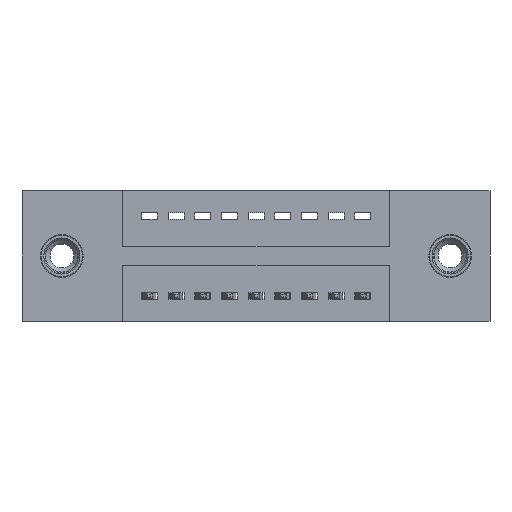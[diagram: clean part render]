
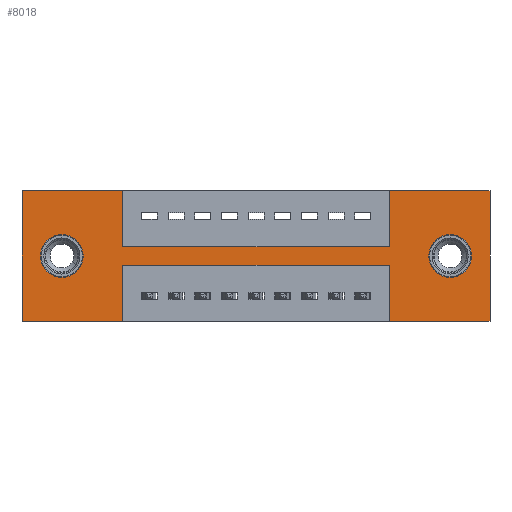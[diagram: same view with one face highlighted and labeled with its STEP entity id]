
A CAD part, front view. The second image highlights one B-rep face of the part: STEP entity #8018.
In plain terms, the highlighted planar face has unit normal (0, -1, 0).
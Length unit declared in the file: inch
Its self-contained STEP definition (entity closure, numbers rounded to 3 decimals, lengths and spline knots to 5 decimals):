
#183 = LINE ( 'NONE', #4492, #6674 ) ;
#193 = DIRECTION ( 'NONE',  ( 0., 0., -1. ) ) ;
#253 = DIRECTION ( 'NONE',  ( 0., 0., -1. ) ) ;
#293 = CARTESIAN_POINT ( 'NONE',  ( 1.3775, 0., -0.28 ) ) ;
#295 = ORIENTED_EDGE ( 'NONE', *, *, #10099, .T. ) ;
#398 = DIRECTION ( 'NONE',  ( 0., 0., 1. ) ) ;
#424 = ORIENTED_EDGE ( 'NONE', *, *, #4268, .F. ) ;
#550 = CARTESIAN_POINT ( 'NONE',  ( 0.1495, 0., -0.245 ) ) ;
#608 = CARTESIAN_POINT ( 'NONE',  ( 1.3775, 0., -0.21 ) ) ;
#621 = DIRECTION ( 'NONE',  ( 0., 1., 0. ) ) ;
#714 = ORIENTED_EDGE ( 'NONE', *, *, #6262, .F. ) ;
#864 = CARTESIAN_POINT ( 'NONE',  ( 0., 0., -0.49 ) ) ;
#915 = AXIS2_PLACEMENT_3D ( 'NONE', #4882, #621, #5776 ) ;
#943 = CARTESIAN_POINT ( 'NONE',  ( 0., 0., -0.49 ) ) ;
#951 = VECTOR ( 'NONE', #8394, 39.37008 ) ;
#987 = VECTOR ( 'NONE', #2134, 39.37008 ) ;
#993 = CARTESIAN_POINT ( 'NONE',  ( 0.3775, 0., -0.21 ) ) ;
#1052 = CARTESIAN_POINT ( 'NONE',  ( 0., 0., 0. ) ) ;
#1101 = ORIENTED_EDGE ( 'NONE', *, *, #8482, .F. ) ;
#1337 = VECTOR ( 'NONE', #2585, 39.37008 ) ;
#1475 = ORIENTED_EDGE ( 'NONE', *, *, #7761, .F. ) ;
#1502 = CARTESIAN_POINT ( 'NONE',  ( 0., 0., 0. ) ) ;
#1556 = LINE ( 'NONE', #993, #4576 ) ;
#1602 = CARTESIAN_POINT ( 'NONE',  ( 0.1495, 0., -0.325 ) ) ;
#1606 = EDGE_CURVE ( 'NONE', #10279, #5467, #3449, .T. ) ;
#2134 = DIRECTION ( 'NONE',  ( -1., 0., 0. ) ) ;
#2238 = DIRECTION ( 'NONE',  ( 0., 0., 1. ) ) ;
#2324 = VECTOR ( 'NONE', #9264, 39.37008 ) ;
#2518 = VERTEX_POINT ( 'NONE', #6629 ) ;
#2585 = DIRECTION ( 'NONE',  ( 0., 0., 1. ) ) ;
#2667 = EDGE_CURVE ( 'NONE', #3632, #9712, #4220, .T. ) ;
#2790 = DIRECTION ( 'NONE',  ( 1., 0., 0. ) ) ;
#2832 = CARTESIAN_POINT ( 'NONE',  ( 0., 0., 0. ) ) ;
#2858 = VERTEX_POINT ( 'NONE', #8789 ) ;
#2960 = VERTEX_POINT ( 'NONE', #8889 ) ;
#3055 = EDGE_LOOP ( 'NONE', ( #10287, #295 ) ) ;
#3077 = VERTEX_POINT ( 'NONE', #608 ) ;
#3153 = DIRECTION ( 'NONE',  ( 0., 1., 0. ) ) ;
#3208 = VERTEX_POINT ( 'NONE', #7579 ) ;
#3449 = LINE ( 'NONE', #10083, #951 ) ;
#3481 = FACE_BOUND ( 'NONE', #3055, .T. ) ;
#3632 = VERTEX_POINT ( 'NONE', #864 ) ;
#3686 = PLANE ( 'NONE',  #9910 ) ;
#3689 = VERTEX_POINT ( 'NONE', #6067 ) ;
#3820 = ORIENTED_EDGE ( 'NONE', *, *, #5112, .F. ) ;
#4138 = CIRCLE ( 'NONE', #915, 0.08 ) ;
#4183 = DIRECTION ( 'NONE',  ( 1., 0., 0. ) ) ;
#4220 = LINE ( 'NONE', #1052, #1337 ) ;
#4268 = EDGE_CURVE ( 'NONE', #5467, #3077, #1556, .T. ) ;
#4395 = DIRECTION ( 'NONE',  ( 0., 1., 0. ) ) ;
#4472 = DIRECTION ( 'NONE',  ( 0., -1., 0. ) ) ;
#4492 = CARTESIAN_POINT ( 'NONE',  ( 0.3775, 0., -0.28 ) ) ;
#4514 = DIRECTION ( 'NONE',  ( 0., 0., -1. ) ) ;
#4576 = VECTOR ( 'NONE', #5031, 39.37008 ) ;
#4683 = VECTOR ( 'NONE', #6056, 39.37008 ) ;
#4788 = DIRECTION ( 'NONE',  ( 0., 0., 1. ) ) ;
#4847 = CARTESIAN_POINT ( 'NONE',  ( 1.3775, 0., 0. ) ) ;
#4882 = CARTESIAN_POINT ( 'NONE',  ( 1.6055, 0., -0.245 ) ) ;
#4984 = CARTESIAN_POINT ( 'NONE',  ( 0.3775, 0., -0.28 ) ) ;
#5031 = DIRECTION ( 'NONE',  ( 1., 0., 0. ) ) ;
#5041 = ORIENTED_EDGE ( 'NONE', *, *, #8174, .F. ) ;
#5079 = ORIENTED_EDGE ( 'NONE', *, *, #6111, .F. ) ;
#5112 = EDGE_CURVE ( 'NONE', #6682, #6354, #7211, .T. ) ;
#5134 = CARTESIAN_POINT ( 'NONE',  ( 1.3775, 0., -0.49 ) ) ;
#5217 = EDGE_CURVE ( 'NONE', #2518, #8972, #6562, .T. ) ;
#5346 = EDGE_CURVE ( 'NONE', #6354, #3689, #8819, .T. ) ;
#5443 = LINE ( 'NONE', #5527, #987 ) ;
#5467 = VERTEX_POINT ( 'NONE', #6759 ) ;
#5527 = CARTESIAN_POINT ( 'NONE',  ( 0., 0., -0.49 ) ) ;
#5722 = FACE_BOUND ( 'NONE', #10119, .T. ) ;
#5776 = DIRECTION ( 'NONE',  ( 0., 0., -1. ) ) ;
#5865 = VECTOR ( 'NONE', #10184, 39.37008 ) ;
#5905 = CARTESIAN_POINT ( 'NONE',  ( 1.3775, 0., -0.21 ) ) ;
#6055 = CARTESIAN_POINT ( 'NONE',  ( 1.6055, 0., -0.245 ) ) ;
#6056 = DIRECTION ( 'NONE',  ( 0., 0., -1. ) ) ;
#6067 = CARTESIAN_POINT ( 'NONE',  ( 0.3775, 0., -0.28 ) ) ;
#6111 = EDGE_CURVE ( 'NONE', #8408, #10422, #9090, .T. ) ;
#6135 = VECTOR ( 'NONE', #2790, 39.37008 ) ;
#6262 = EDGE_CURVE ( 'NONE', #9712, #10279, #8404, .T. ) ;
#6342 = VERTEX_POINT ( 'NONE', #4847 ) ;
#6354 = VERTEX_POINT ( 'NONE', #8219 ) ;
#6385 = LINE ( 'NONE', #943, #5865 ) ;
#6397 = LINE ( 'NONE', #5905, #2324 ) ;
#6465 = CARTESIAN_POINT ( 'NONE',  ( 0.1495, 0., -0.245 ) ) ;
#6562 = CIRCLE ( 'NONE', #8141, 0.08 ) ;
#6598 = EDGE_CURVE ( 'NONE', #6342, #8408, #9065, .T. ) ;
#6612 = DIRECTION ( 'NONE',  ( -1., 0., 0. ) ) ;
#6629 = CARTESIAN_POINT ( 'NONE',  ( 0.1495, 0., -0.165 ) ) ;
#6674 = VECTOR ( 'NONE', #253, 39.37008 ) ;
#6682 = VERTEX_POINT ( 'NONE', #5134 ) ;
#6759 = CARTESIAN_POINT ( 'NONE',  ( 0.3775, 0., -0.21 ) ) ;
#6807 = EDGE_CURVE ( 'NONE', #3689, #2858, #183, .T. ) ;
#6835 = CARTESIAN_POINT ( 'NONE',  ( 1.755, 0., 0. ) ) ;
#6884 = CIRCLE ( 'NONE', #10156, 0.08 ) ;
#7211 = LINE ( 'NONE', #293, #8959 ) ;
#7441 = CIRCLE ( 'NONE', #10770, 0.08 ) ;
#7579 = CARTESIAN_POINT ( 'NONE',  ( 1.6055, 0., -0.325 ) ) ;
#7698 = ORIENTED_EDGE ( 'NONE', *, *, #5346, .F. ) ;
#7761 = EDGE_CURVE ( 'NONE', #3077, #6342, #6397, .T. ) ;
#8018 = ADVANCED_FACE ( 'NONE', ( #5722, #3481, #10539 ), #3686, .T. ) ;
#8141 = AXIS2_PLACEMENT_3D ( 'NONE', #550, #10637, #4788 ) ;
#8174 = EDGE_CURVE ( 'NONE', #10422, #6682, #5443, .T. ) ;
#8219 = CARTESIAN_POINT ( 'NONE',  ( 1.3775, 0., -0.28 ) ) ;
#8353 = EDGE_CURVE ( 'NONE', #3208, #2960, #4138, .T. ) ;
#8394 = DIRECTION ( 'NONE',  ( 0., 0., -1. ) ) ;
#8404 = LINE ( 'NONE', #2832, #6135 ) ;
#8408 = VERTEX_POINT ( 'NONE', #10105 ) ;
#8482 = EDGE_CURVE ( 'NONE', #2858, #3632, #6385, .T. ) ;
#8509 = ORIENTED_EDGE ( 'NONE', *, *, #8353, .T. ) ;
#8575 = EDGE_CURVE ( 'NONE', #2960, #3208, #7441, .T. ) ;
#8776 = ORIENTED_EDGE ( 'NONE', *, *, #1606, .F. ) ;
#8789 = CARTESIAN_POINT ( 'NONE',  ( 0.3775, 0., -0.49 ) ) ;
#8800 = CARTESIAN_POINT ( 'NONE',  ( 0., 0., -0.49 ) ) ;
#8819 = LINE ( 'NONE', #4984, #10556 ) ;
#8889 = CARTESIAN_POINT ( 'NONE',  ( 1.6055, 0., -0.165 ) ) ;
#8959 = VECTOR ( 'NONE', #398, 39.37008 ) ;
#8972 = VERTEX_POINT ( 'NONE', #1602 ) ;
#9027 = ORIENTED_EDGE ( 'NONE', *, *, #6807, .F. ) ;
#9065 = LINE ( 'NONE', #1502, #10144 ) ;
#9090 = LINE ( 'NONE', #6835, #4683 ) ;
#9264 = DIRECTION ( 'NONE',  ( 0., 0., 1. ) ) ;
#9313 = CARTESIAN_POINT ( 'NONE',  ( 0.3775, 0., 0. ) ) ;
#9412 = ORIENTED_EDGE ( 'NONE', *, *, #6598, .F. ) ;
#9644 = CARTESIAN_POINT ( 'NONE',  ( 0., 0., 0. ) ) ;
#9712 = VERTEX_POINT ( 'NONE', #9644 ) ;
#9910 = AXIS2_PLACEMENT_3D ( 'NONE', #8800, #4472, #4514 ) ;
#10065 = ORIENTED_EDGE ( 'NONE', *, *, #2667, .F. ) ;
#10083 = CARTESIAN_POINT ( 'NONE',  ( 0.3775, 0., -0.21 ) ) ;
#10099 = EDGE_CURVE ( 'NONE', #8972, #2518, #6884, .T. ) ;
#10105 = CARTESIAN_POINT ( 'NONE',  ( 1.755, 0., 0. ) ) ;
#10119 = EDGE_LOOP ( 'NONE', ( #10677, #8509 ) ) ;
#10144 = VECTOR ( 'NONE', #4183, 39.37008 ) ;
#10156 = AXIS2_PLACEMENT_3D ( 'NONE', #6465, #3153, #2238 ) ;
#10184 = DIRECTION ( 'NONE',  ( -1., 0., 0. ) ) ;
#10279 = VERTEX_POINT ( 'NONE', #9313 ) ;
#10287 = ORIENTED_EDGE ( 'NONE', *, *, #5217, .T. ) ;
#10422 = VERTEX_POINT ( 'NONE', #10684 ) ;
#10539 = FACE_OUTER_BOUND ( 'NONE', #10917, .T. ) ;
#10556 = VECTOR ( 'NONE', #6612, 39.37008 ) ;
#10637 = DIRECTION ( 'NONE',  ( 0., 1., 0. ) ) ;
#10677 = ORIENTED_EDGE ( 'NONE', *, *, #8575, .T. ) ;
#10684 = CARTESIAN_POINT ( 'NONE',  ( 1.755, 0., -0.49 ) ) ;
#10770 = AXIS2_PLACEMENT_3D ( 'NONE', #6055, #4395, #193 ) ;
#10917 = EDGE_LOOP ( 'NONE', ( #1475, #424, #8776, #714, #10065, #1101, #9027, #7698, #3820, #5041, #5079, #9412 ) ) ;
